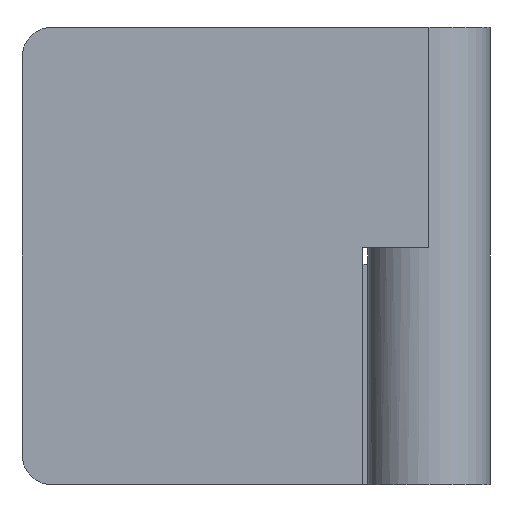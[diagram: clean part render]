
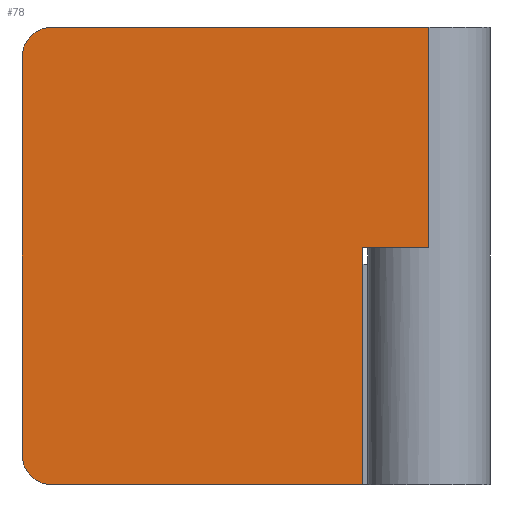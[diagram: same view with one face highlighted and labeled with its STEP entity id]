
A CAD part, front view. The second image highlights one B-rep face of the part: STEP entity #78.
In plain terms, the highlighted planar face has unit normal (0, -1, 0).
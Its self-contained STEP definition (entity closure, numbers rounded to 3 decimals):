
#78=ADVANCED_FACE('',(#173),#174,.F.);
#173=FACE_OUTER_BOUND('',#287,.T.);
#174=PLANE('',#288);
#287=EDGE_LOOP('',(#467,#468,#469,#470,#471,#472,#473,#474));
#288=AXIS2_PLACEMENT_3D('',#475,#476,#477);
#467=ORIENTED_EDGE('',*,*,#711,.T.);
#468=ORIENTED_EDGE('',*,*,#709,.F.);
#469=ORIENTED_EDGE('',*,*,#705,.F.);
#470=ORIENTED_EDGE('',*,*,#702,.T.);
#471=ORIENTED_EDGE('',*,*,#698,.F.);
#472=ORIENTED_EDGE('',*,*,#694,.F.);
#473=ORIENTED_EDGE('',*,*,#691,.T.);
#474=ORIENTED_EDGE('',*,*,#688,.F.);
#475=CARTESIAN_POINT('',(-40.0,-6.,22.5));
#476=DIRECTION('',(-0.0,1.0,0.0));
#477=DIRECTION('',(1.0,0.0,0.0));
#688=EDGE_CURVE('',#823,#825,#826,.T.);
#691=EDGE_CURVE('',#829,#825,#830,.T.);
#694=EDGE_CURVE('',#829,#833,#834,.T.);
#698=EDGE_CURVE('',#833,#838,#839,.T.);
#702=EDGE_CURVE('',#843,#838,#844,.T.);
#705=EDGE_CURVE('',#843,#847,#848,.T.);
#709=EDGE_CURVE('',#847,#851,#853,.T.);
#711=EDGE_CURVE('',#823,#851,#855,.T.);
#823=VERTEX_POINT('',#1009);
#825=VERTEX_POINT('',#1012);
#826=LINE('',#1013,#1014);
#829=VERTEX_POINT('',#1018);
#830=CIRCLE('',#1019,3.0);
#833=VERTEX_POINT('',#1023);
#834=LINE('',#1024,#1025);
#838=VERTEX_POINT('',#1029);
#839=LINE('',#1030,#1031);
#843=VERTEX_POINT('',#1035);
#844=LINE('',#1036,#1037);
#847=VERTEX_POINT('',#1041);
#848=LINE('',#1042,#1043);
#851=VERTEX_POINT('',#1047);
#853=LINE('',#1050,#1051);
#855=CIRCLE('',#1053,3.0);
#1009=CARTESIAN_POINT('',(-40.0,-6.,-19.5));
#1012=CARTESIAN_POINT('',(-40.0,-6.,19.5));
#1013=CARTESIAN_POINT('',(-40.0,-6.,-19.5));
#1014=VECTOR('',#1207,39.0);
#1018=CARTESIAN_POINT('',(-37.0,-6.,22.5));
#1019=AXIS2_PLACEMENT_3D('',#1209,#1210,#1211);
#1023=CARTESIAN_POINT('',(0.0,-6.,22.5));
#1024=CARTESIAN_POINT('',(-37.0,-6.,22.5));
#1025=VECTOR('',#1213,37.0);
#1029=CARTESIAN_POINT('',(0.0,-6.,0.8));
#1030=CARTESIAN_POINT('',(0.0,-6.,22.5));
#1031=VECTOR('',#1220,21.7);
#1035=CARTESIAN_POINT('',(-6.5,-6.,0.8));
#1036=CARTESIAN_POINT('',(-6.5,-6.,0.8));
#1037=VECTOR('',#1227,6.5);
#1041=CARTESIAN_POINT('',(-6.5,-6.,-22.5));
#1042=CARTESIAN_POINT('',(-6.5,-6.,0.8));
#1043=VECTOR('',#1229,23.3);
#1047=CARTESIAN_POINT('',(-37.0,-6.,-22.5));
#1050=CARTESIAN_POINT('',(-6.5,-6.,-22.5));
#1051=VECTOR('',#1232,30.5);
#1053=AXIS2_PLACEMENT_3D('',#1233,#1234,#1235);
#1207=DIRECTION('',(0.0,0.0,1.0));
#1209=CARTESIAN_POINT('',(-37.0,-6.,19.5));
#1210=DIRECTION('',(0.0,-1.0,0.0));
#1211=DIRECTION('',(0.0,0.0,1.0));
#1213=DIRECTION('',(1.0,0.0,0.0));
#1220=DIRECTION('',(0.0,0.0,-1.0));
#1227=DIRECTION('',(1.0,0.0,0.0));
#1229=DIRECTION('',(0.0,0.0,-1.0));
#1232=DIRECTION('',(-1.0,0.0,0.0));
#1233=CARTESIAN_POINT('',(-37.0,-6.,-19.5));
#1234=DIRECTION('',(0.0,-1.0,0.0));
#1235=DIRECTION('',(-1.0,0.0,0.0));
